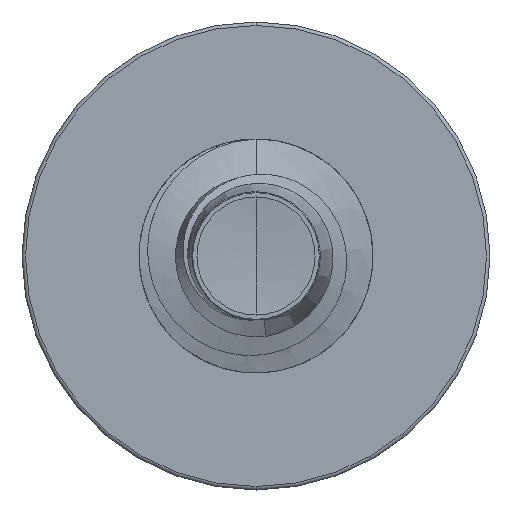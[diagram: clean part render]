
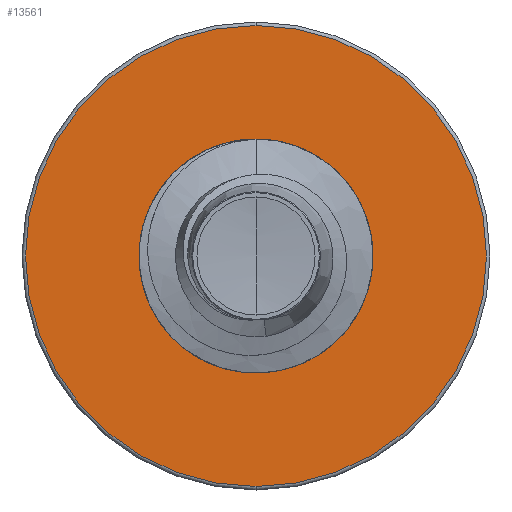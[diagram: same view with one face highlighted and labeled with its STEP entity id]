
A CAD part, front view. The second image highlights one B-rep face of the part: STEP entity #13561.
In plain terms, the highlighted planar face has unit normal (0, -1, 0).
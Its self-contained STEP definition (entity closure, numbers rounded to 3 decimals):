
#398 = DIRECTION ( 'NONE',  ( 0., 0., 1. ) ) ;
#1115 = VERTEX_POINT ( 'NONE', #14015 ) ;
#1524 = EDGE_CURVE ( 'NONE', #6383, #15130, #14528, .T. ) ;
#1644 = EDGE_CURVE ( 'NONE', #1115, #5081, #16216, .T. ) ;
#2145 = ORIENTED_EDGE ( 'NONE', *, *, #15918, .T. ) ;
#3681 = AXIS2_PLACEMENT_3D ( 'NONE', #17658, #11501, #398 ) ;
#5081 = VERTEX_POINT ( 'NONE', #12013 ) ;
#5276 = AXIS2_PLACEMENT_3D ( 'NONE', #5664, #13442, #7579 ) ;
#5528 = ORIENTED_EDGE ( 'NONE', *, *, #1644, .F. ) ;
#5664 = CARTESIAN_POINT ( 'NONE',  ( 0., 9., -1.722 ) ) ;
#6262 = AXIS2_PLACEMENT_3D ( 'NONE', #15311, #7154, #16303 ) ;
#6383 = VERTEX_POINT ( 'NONE', #6678 ) ;
#6678 = CARTESIAN_POINT ( 'NONE',  ( 0., 9., 1.722 ) ) ;
#7154 = DIRECTION ( 'NONE',  ( 0., 1., 0. ) ) ;
#7579 = DIRECTION ( 'NONE',  ( 0., 0., 1. ) ) ;
#9185 = DIRECTION ( 'NONE',  ( 0., 0., 1. ) ) ;
#9232 = DIRECTION ( 'NONE',  ( 0., 1., 0. ) ) ;
#9246 = CARTESIAN_POINT ( 'NONE',  ( 0., 9., 0. ) ) ;
#9603 = DIRECTION ( 'NONE',  ( 0., 0., 1. ) ) ;
#9630 = DIRECTION ( 'NONE',  ( 0., 1., 0. ) ) ;
#9927 = CARTESIAN_POINT ( 'NONE',  ( 0., 9., 0. ) ) ;
#10200 = FACE_OUTER_BOUND ( 'NONE', #14991, .T. ) ;
#11295 = ORIENTED_EDGE ( 'NONE', *, *, #1524, .T. ) ;
#11501 = DIRECTION ( 'NONE',  ( 0., 1., 0. ) ) ;
#12013 = CARTESIAN_POINT ( 'NONE',  ( 0., 9., 3.448 ) ) ;
#12144 = PLANE ( 'NONE',  #5276 ) ;
#13442 = DIRECTION ( 'NONE',  ( 0., 1., 0. ) ) ;
#13561 = ADVANCED_FACE ( 'NONE', ( #10200, #13828 ), #12144, .F. ) ;
#13828 = FACE_BOUND ( 'NONE', #16388, .T. ) ;
#14015 = CARTESIAN_POINT ( 'NONE',  ( 0., 9., -3.447 ) ) ;
#14154 = CIRCLE ( 'NONE', #3681, 1.722 ) ;
#14376 = CARTESIAN_POINT ( 'NONE',  ( 0., 9., -1.722 ) ) ;
#14447 = AXIS2_PLACEMENT_3D ( 'NONE', #9927, #9630, #9603 ) ;
#14528 = CIRCLE ( 'NONE', #14447, 1.722 ) ;
#14991 = EDGE_LOOP ( 'NONE', ( #17467, #5528 ) ) ;
#15130 = VERTEX_POINT ( 'NONE', #14376 ) ;
#15311 = CARTESIAN_POINT ( 'NONE',  ( 0., 9., 0. ) ) ;
#15918 = EDGE_CURVE ( 'NONE', #15130, #6383, #14154, .T. ) ;
#16216 = CIRCLE ( 'NONE', #16954, 3.448 ) ;
#16303 = DIRECTION ( 'NONE',  ( 0., 0., 1. ) ) ;
#16388 = EDGE_LOOP ( 'NONE', ( #11295, #2145 ) ) ;
#16529 = CIRCLE ( 'NONE', #6262, 3.448 ) ;
#16954 = AXIS2_PLACEMENT_3D ( 'NONE', #9246, #9232, #9185 ) ;
#17467 = ORIENTED_EDGE ( 'NONE', *, *, #17864, .F. ) ;
#17658 = CARTESIAN_POINT ( 'NONE',  ( 0., 9., 0. ) ) ;
#17864 = EDGE_CURVE ( 'NONE', #5081, #1115, #16529, .T. ) ;
